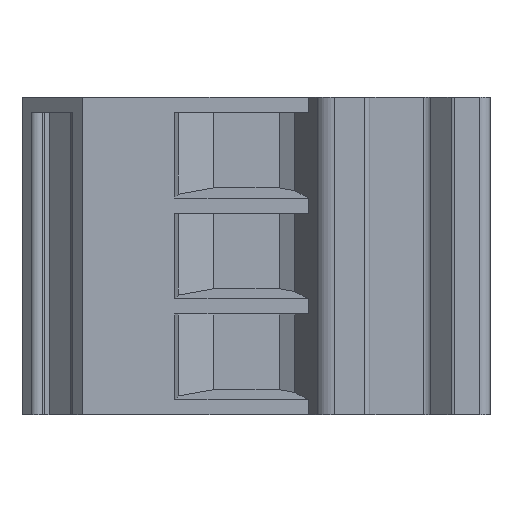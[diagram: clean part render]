
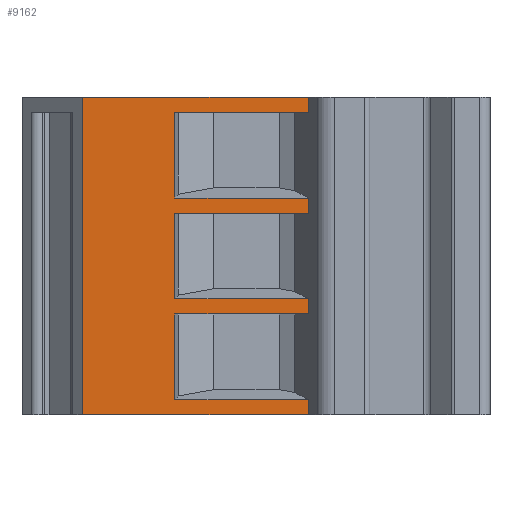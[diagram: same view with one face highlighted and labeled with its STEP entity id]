
A CAD part, left-side view. The second image highlights one B-rep face of the part: STEP entity #9162.
In plain terms, the highlighted planar face has unit normal (-1, 0, 0).
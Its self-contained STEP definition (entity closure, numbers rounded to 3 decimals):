
#428=LINE('',#12621,#1133);
#436=LINE('',#12639,#1141);
#467=LINE('',#12717,#1172);
#516=LINE('',#12817,#1221);
#606=LINE('',#13052,#1311);
#616=LINE('',#13073,#1321);
#617=LINE('',#13075,#1322);
#618=LINE('',#13077,#1323);
#619=LINE('',#13078,#1324);
#620=LINE('',#13080,#1325);
#621=LINE('',#13081,#1326);
#622=LINE('',#13083,#1327);
#623=LINE('',#13085,#1328);
#624=LINE('',#13086,#1329);
#625=LINE('',#13088,#1330);
#626=LINE('',#13090,#1331);
#1133=VECTOR('',#10222,1000.);
#1141=VECTOR('',#10234,1000.);
#1172=VECTOR('',#10295,1000.);
#1221=VECTOR('',#10380,1000.);
#1311=VECTOR('',#10554,1000.);
#1321=VECTOR('',#10584,1000.);
#1322=VECTOR('',#10585,1000.);
#1323=VECTOR('',#10586,1000.);
#1324=VECTOR('',#10587,1000.);
#1325=VECTOR('',#10588,1000.);
#1326=VECTOR('',#10589,1000.);
#1327=VECTOR('',#10590,1000.);
#1328=VECTOR('',#10591,1000.);
#1329=VECTOR('',#10592,1000.);
#1330=VECTOR('',#10593,1000.);
#1331=VECTOR('',#10594,1000.);
#2296=ORIENTED_EDGE('',*,*,#3854,.T.);
#2297=ORIENTED_EDGE('',*,*,#4071,.T.);
#2298=ORIENTED_EDGE('',*,*,#4072,.T.);
#2299=ORIENTED_EDGE('',*,*,#4073,.F.);
#2300=ORIENTED_EDGE('',*,*,#4061,.F.);
#2301=ORIENTED_EDGE('',*,*,#3941,.T.);
#2302=ORIENTED_EDGE('',*,*,#4074,.T.);
#2303=ORIENTED_EDGE('',*,*,#4075,.F.);
#2304=ORIENTED_EDGE('',*,*,#3890,.T.);
#2305=ORIENTED_EDGE('',*,*,#4076,.T.);
#2306=ORIENTED_EDGE('',*,*,#4077,.T.);
#2307=ORIENTED_EDGE('',*,*,#4078,.F.);
#2308=ORIENTED_EDGE('',*,*,#3846,.T.);
#2309=ORIENTED_EDGE('',*,*,#4079,.T.);
#2310=ORIENTED_EDGE('',*,*,#4080,.T.);
#2311=ORIENTED_EDGE('',*,*,#4081,.F.);
#3846=EDGE_CURVE('',#4776,#4775,#428,.T.);
#3854=EDGE_CURVE('',#4784,#4783,#436,.T.);
#3890=EDGE_CURVE('',#4816,#4815,#467,.T.);
#3941=EDGE_CURVE('',#4849,#4848,#516,.T.);
#4061=EDGE_CURVE('',#4849,#4952,#606,.T.);
#4071=EDGE_CURVE('',#4783,#4953,#616,.T.);
#4072=EDGE_CURVE('',#4953,#4954,#617,.T.);
#4073=EDGE_CURVE('',#4952,#4954,#618,.T.);
#4074=EDGE_CURVE('',#4848,#4955,#619,.T.);
#4075=EDGE_CURVE('',#4816,#4955,#620,.T.);
#4076=EDGE_CURVE('',#4815,#4956,#621,.T.);
#4077=EDGE_CURVE('',#4956,#4957,#622,.T.);
#4078=EDGE_CURVE('',#4776,#4957,#623,.T.);
#4079=EDGE_CURVE('',#4775,#4958,#624,.T.);
#4080=EDGE_CURVE('',#4958,#4959,#625,.T.);
#4081=EDGE_CURVE('',#4784,#4959,#626,.T.);
#4775=VERTEX_POINT('',#12620);
#4776=VERTEX_POINT('',#12622);
#4783=VERTEX_POINT('',#12638);
#4784=VERTEX_POINT('',#12640);
#4815=VERTEX_POINT('',#12716);
#4816=VERTEX_POINT('',#12718);
#4848=VERTEX_POINT('',#12816);
#4849=VERTEX_POINT('',#12818);
#4952=VERTEX_POINT('',#13053);
#4953=VERTEX_POINT('',#13074);
#4954=VERTEX_POINT('',#13076);
#4955=VERTEX_POINT('',#13079);
#4956=VERTEX_POINT('',#13082);
#4957=VERTEX_POINT('',#13084);
#4958=VERTEX_POINT('',#13087);
#4959=VERTEX_POINT('',#13089);
#5508=EDGE_LOOP('',(#2296,#2297,#2298,#2299,#2300,#2301,#2302,#2303,#2304,
#2305,#2306,#2307,#2308,#2309,#2310,#2311));
#5907=FACE_BOUND('',#5508,.T.);
#6266=PLANE('',#9586);
#9162=ADVANCED_FACE('',(#5907),#6266,.T.);
#9586=AXIS2_PLACEMENT_3D('',#13072,#10582,#10583);
#10222=DIRECTION('',(0.,0.,1.));
#10234=DIRECTION('',(0.,0.,1.));
#10295=DIRECTION('',(0.,0.,1.));
#10380=DIRECTION('',(0.,-1.,0.));
#10554=DIRECTION('',(0.,0.,1.));
#10582=DIRECTION('',(-1.,0.,0.));
#10583=DIRECTION('',(0.,-1.,0.));
#10584=DIRECTION('',(0.,-1.,0.));
#10585=DIRECTION('',(0.,0.,1.));
#10586=DIRECTION('',(0.,-1.,0.));
#10587=DIRECTION('',(0.,0.,1.));
#10588=DIRECTION('',(0.,-1.,0.));
#10589=DIRECTION('',(0.,-1.,0.));
#10590=DIRECTION('',(0.,0.,1.));
#10591=DIRECTION('',(0.,-1.,0.));
#10592=DIRECTION('',(0.,-1.,0.));
#10593=DIRECTION('',(0.,0.,1.));
#10594=DIRECTION('',(0.,-1.,0.));
#12620=CARTESIAN_POINT('',(-20.,-9.157,-32.));
#12621=CARTESIAN_POINT('',(-20.,-9.157,-39.5));
#12622=CARTESIAN_POINT('',(-20.,-9.157,-40.5));
#12638=CARTESIAN_POINT('',(-20.,-9.157,-22.));
#12639=CARTESIAN_POINT('',(-20.,-9.157,-29.5));
#12640=CARTESIAN_POINT('',(-20.,-9.157,-30.5));
#12716=CARTESIAN_POINT('',(-20.,-9.157,-42.));
#12717=CARTESIAN_POINT('',(-20.,-9.157,-49.5));
#12718=CARTESIAN_POINT('',(-20.,-9.157,-50.5));
#12816=CARTESIAN_POINT('',(-20.,-22.393,-52.));
#12817=CARTESIAN_POINT('',(-20.,0.,-52.));
#12818=CARTESIAN_POINT('',(-20.,0.,-52.));
#13052=CARTESIAN_POINT('',(-20.,0.,-52.));
#13053=CARTESIAN_POINT('',(-20.,0.,-20.5));
#13072=CARTESIAN_POINT('',(-20.,-29.5,-52.));
#13073=CARTESIAN_POINT('',(-20.,0.,-22.));
#13074=CARTESIAN_POINT('',(-20.,-22.393,-22.));
#13075=CARTESIAN_POINT('',(-20.,-22.393,-52.));
#13076=CARTESIAN_POINT('',(-20.,-22.393,-20.5));
#13077=CARTESIAN_POINT('',(-20.,0.,-20.5));
#13078=CARTESIAN_POINT('',(-20.,-22.393,-52.));
#13079=CARTESIAN_POINT('',(-20.,-22.393,-50.5));
#13080=CARTESIAN_POINT('',(-20.,0.,-50.5));
#13081=CARTESIAN_POINT('',(-20.,0.,-42.));
#13082=CARTESIAN_POINT('',(-20.,-22.393,-42.));
#13083=CARTESIAN_POINT('',(-20.,-22.393,-42.));
#13084=CARTESIAN_POINT('',(-20.,-22.393,-40.5));
#13085=CARTESIAN_POINT('',(-20.,0.,-40.5));
#13086=CARTESIAN_POINT('',(-20.,0.,-32.));
#13087=CARTESIAN_POINT('',(-20.,-22.393,-32.));
#13088=CARTESIAN_POINT('',(-20.,-22.393,-32.));
#13089=CARTESIAN_POINT('',(-20.,-22.393,-30.5));
#13090=CARTESIAN_POINT('',(-20.,0.,-30.5));
